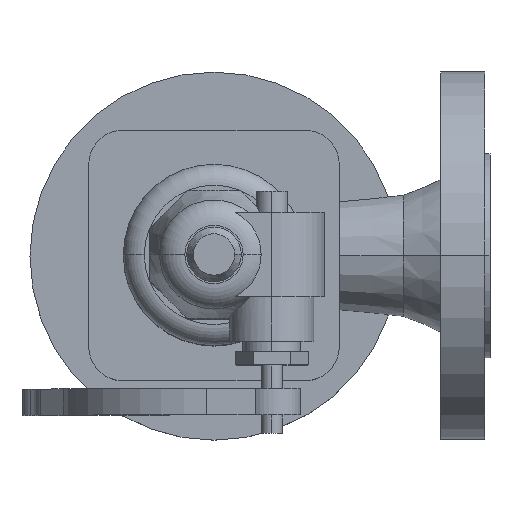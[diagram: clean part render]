
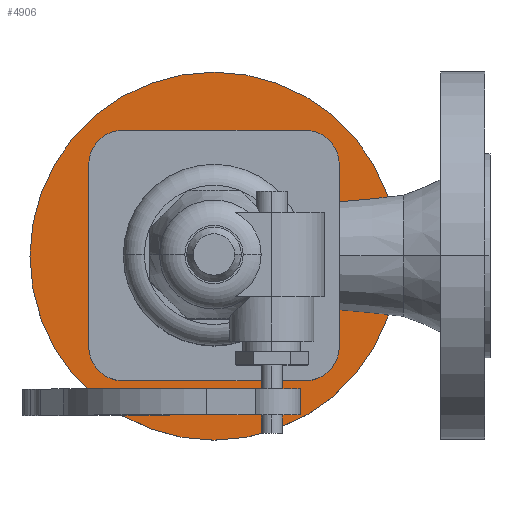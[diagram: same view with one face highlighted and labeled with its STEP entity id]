
A CAD part, top view. The second image highlights one B-rep face of the part: STEP entity #4906.
In plain terms, the highlighted planar face has unit normal (0, 0, 1).
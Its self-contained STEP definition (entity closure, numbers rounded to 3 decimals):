
#2173=CARTESIAN_POINT('',(-70.,0.,18.8));
#2174=VERTEX_POINT('',#2173);
#2181=CARTESIAN_POINT('',(70.,-0.,18.8));
#2182=VERTEX_POINT('',#2181);
#2183=CARTESIAN_POINT('',(0.,-0.,18.8));
#2184=DIRECTION('',(-0.,0.,-1.));
#2185=DIRECTION('',(-1.,0.,0.));
#2186=AXIS2_PLACEMENT_3D('',#2183,#2184,#2185);
#2187=CIRCLE('',#2186,70.);
#2188=EDGE_CURVE('',#2174,#2182,#2187,.T.);
#2204=CARTESIAN_POINT('',(29.,0.,18.8));
#2205=VERTEX_POINT('',#2204);
#2206=CARTESIAN_POINT('',(-29.,-0.,18.8));
#2207=VERTEX_POINT('',#2206);
#2208=CARTESIAN_POINT('',(0.,-0.,18.8));
#2209=DIRECTION('',(0.,0.,-1.));
#2210=DIRECTION('',(-1.,0.,0.));
#2211=AXIS2_PLACEMENT_3D('',#2208,#2209,#2210);
#2212=CIRCLE('',#2211,29.);
#2213=EDGE_CURVE('',#2205,#2207,#2212,.T.);
#4055=CARTESIAN_POINT('',(26.355,35.355,18.8));
#4056=VERTEX_POINT('',#4055);
#4063=CARTESIAN_POINT('',(44.355,35.355,18.8));
#4064=VERTEX_POINT('',#4063);
#4065=CARTESIAN_POINT('',(35.355,35.355,18.8));
#4066=DIRECTION('',(0.,0.,-1.));
#4067=DIRECTION('',(1.,0.,0.));
#4068=AXIS2_PLACEMENT_3D('',#4065,#4066,#4067);
#4069=CIRCLE('',#4068,9.);
#4070=EDGE_CURVE('',#4064,#4056,#4069,.T.);
#4086=CARTESIAN_POINT('',(44.355,-35.355,18.8));
#4087=VERTEX_POINT('',#4086);
#4088=CARTESIAN_POINT('',(26.355,-35.355,18.8));
#4089=VERTEX_POINT('',#4088);
#4090=CARTESIAN_POINT('',(35.355,-35.355,18.8));
#4091=DIRECTION('',(0.,0.,-1.));
#4092=DIRECTION('',(1.,0.,0.));
#4093=AXIS2_PLACEMENT_3D('',#4090,#4091,#4092);
#4094=CIRCLE('',#4093,9.);
#4095=EDGE_CURVE('',#4087,#4089,#4094,.T.);
#4139=CARTESIAN_POINT('',(-26.355,-35.355,18.8));
#4140=VERTEX_POINT('',#4139);
#4147=CARTESIAN_POINT('',(-44.355,-35.355,18.8));
#4148=VERTEX_POINT('',#4147);
#4149=CARTESIAN_POINT('',(-35.355,-35.355,18.8));
#4150=DIRECTION('',(0.,0.,-1.));
#4151=DIRECTION('',(1.,0.,0.));
#4152=AXIS2_PLACEMENT_3D('',#4149,#4150,#4151);
#4153=CIRCLE('',#4152,9.);
#4154=EDGE_CURVE('',#4148,#4140,#4153,.T.);
#4181=CARTESIAN_POINT('',(-44.355,35.355,18.8));
#4182=VERTEX_POINT('',#4181);
#4189=CARTESIAN_POINT('',(-26.355,35.355,18.8));
#4190=VERTEX_POINT('',#4189);
#4191=CARTESIAN_POINT('',(-35.355,35.355,18.8));
#4192=DIRECTION('',(0.,0.,-1.));
#4193=DIRECTION('',(1.,0.,0.));
#4194=AXIS2_PLACEMENT_3D('',#4191,#4192,#4193);
#4195=CIRCLE('',#4194,9.);
#4196=EDGE_CURVE('',#4190,#4182,#4195,.T.);
#4841=CARTESIAN_POINT('',(-49.5,0.,18.8));
#4842=DIRECTION('',(0.,-0.,1.));
#4843=DIRECTION('',(1.,-0.,-0.));
#4844=AXIS2_PLACEMENT_3D('',#4841,#4842,#4843);
#4845=PLANE('',#4844);
#4846=ORIENTED_EDGE('',*,*,#4196,.T.);
#4847=CARTESIAN_POINT('',(-35.355,35.355,18.8));
#4848=DIRECTION('',(0.,0.,-1.));
#4849=DIRECTION('',(1.,0.,0.));
#4850=AXIS2_PLACEMENT_3D('',#4847,#4848,#4849);
#4851=CIRCLE('',#4850,9.);
#4852=EDGE_CURVE('',#4182,#4190,#4851,.T.);
#4853=ORIENTED_EDGE('',*,*,#4852,.T.);
#4854=EDGE_LOOP('',(#4846,#4853));
#4855=FACE_BOUND('',#4854,.T.);
#4856=CARTESIAN_POINT('',(-35.355,-35.355,18.8));
#4857=DIRECTION('',(0.,0.,-1.));
#4858=DIRECTION('',(1.,0.,0.));
#4859=AXIS2_PLACEMENT_3D('',#4856,#4857,#4858);
#4860=CIRCLE('',#4859,9.);
#4861=EDGE_CURVE('',#4140,#4148,#4860,.T.);
#4862=ORIENTED_EDGE('',*,*,#4861,.T.);
#4863=ORIENTED_EDGE('',*,*,#4154,.T.);
#4864=EDGE_LOOP('',(#4862,#4863));
#4865=FACE_BOUND('',#4864,.T.);
#4866=ORIENTED_EDGE('',*,*,#4095,.T.);
#4867=CARTESIAN_POINT('',(35.355,-35.355,18.8));
#4868=DIRECTION('',(0.,0.,-1.));
#4869=DIRECTION('',(1.,0.,0.));
#4870=AXIS2_PLACEMENT_3D('',#4867,#4868,#4869);
#4871=CIRCLE('',#4870,9.);
#4872=EDGE_CURVE('',#4089,#4087,#4871,.T.);
#4873=ORIENTED_EDGE('',*,*,#4872,.T.);
#4874=EDGE_LOOP('',(#4866,#4873));
#4875=FACE_BOUND('',#4874,.T.);
#4876=CARTESIAN_POINT('',(35.355,35.355,18.8));
#4877=DIRECTION('',(0.,0.,-1.));
#4878=DIRECTION('',(1.,0.,0.));
#4879=AXIS2_PLACEMENT_3D('',#4876,#4877,#4878);
#4880=CIRCLE('',#4879,9.);
#4881=EDGE_CURVE('',#4056,#4064,#4880,.T.);
#4882=ORIENTED_EDGE('',*,*,#4881,.T.);
#4883=ORIENTED_EDGE('',*,*,#4070,.T.);
#4884=EDGE_LOOP('',(#4882,#4883));
#4885=FACE_BOUND('',#4884,.T.);
#4886=ORIENTED_EDGE('',*,*,#2213,.T.);
#4887=CARTESIAN_POINT('',(0.,-0.,18.8));
#4888=DIRECTION('',(0.,0.,-1.));
#4889=DIRECTION('',(-1.,0.,0.));
#4890=AXIS2_PLACEMENT_3D('',#4887,#4888,#4889);
#4891=CIRCLE('',#4890,29.);
#4892=EDGE_CURVE('',#2207,#2205,#4891,.T.);
#4893=ORIENTED_EDGE('',*,*,#4892,.T.);
#4894=EDGE_LOOP('',(#4886,#4893));
#4895=FACE_BOUND('',#4894,.T.);
#4896=ORIENTED_EDGE('',*,*,#2188,.F.);
#4897=CARTESIAN_POINT('',(0.,-0.,18.8));
#4898=DIRECTION('',(-0.,0.,-1.));
#4899=DIRECTION('',(-1.,0.,0.));
#4900=AXIS2_PLACEMENT_3D('',#4897,#4898,#4899);
#4901=CIRCLE('',#4900,70.);
#4902=EDGE_CURVE('',#2182,#2174,#4901,.T.);
#4903=ORIENTED_EDGE('',*,*,#4902,.F.);
#4904=EDGE_LOOP('',(#4896,#4903));
#4905=FACE_BOUND('',#4904,.T.);
#4906=ADVANCED_FACE('',(#4855,#4865,#4875,#4885,#4895,#4905),#4845,.T.);
